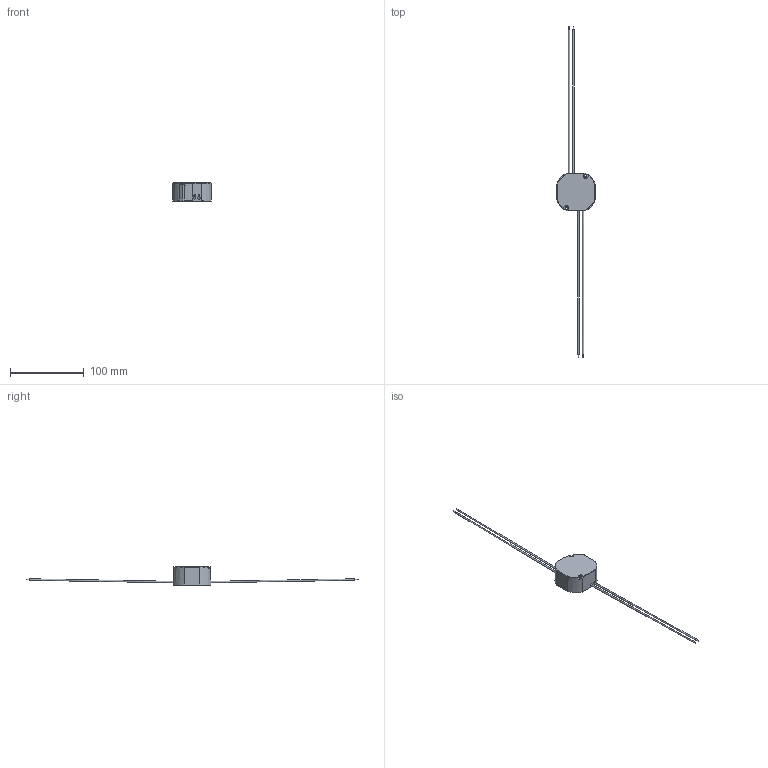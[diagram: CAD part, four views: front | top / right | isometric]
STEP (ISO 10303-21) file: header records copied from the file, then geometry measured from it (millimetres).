
FILE_DESCRIPTION(/* description */ ('Unknown'),/* implementation_level */ '2;1');
FILE_NAME(/* name */ 'TMW 24',/* time_stamp */ '2021-08-30T11:56:22+01:00',/* author */ ('Unknown'),/* organization */ ('Unknown'),/* preprocessor_version */ 'ST-DEVELOPER v16.7',/* originating_system */ 'Solid Edge',/* authorisation */ 'Unknown');
FILE_SCHEMA (('AUTOMOTIVE_DESIGN {1 0 10303 214 3 1 1}'));
Length unit declared in the file: millimetre
Products named in the file (1): TMW 24
Bounding box: 53 x 451.02 x 24.5 mm (x, y, z)
Volume: 12442.9 mm3; surface area: 24038.3 mm2
Topology: 1 solids, 1 shells, 181 faces, 468 edges, 309 vertices
Faces by surface type: plane 75, cylinder 55, cone 18, torus 18, bspline 12, sphere 3
Full cylindrical faces by diameter (mm): 1 x8, 2 x11, 3.2 x2
Entity records: 6715 total; most frequent: CARTESIAN_POINT 1312, ORIENTED_EDGE 840, DIRECTION 826, EDGE_CURVE 420, AXIS2_PLACEMENT_3D 328, VERTEX_POINT 286, EDGE_LOOP 232, FACE_BOUND 232
